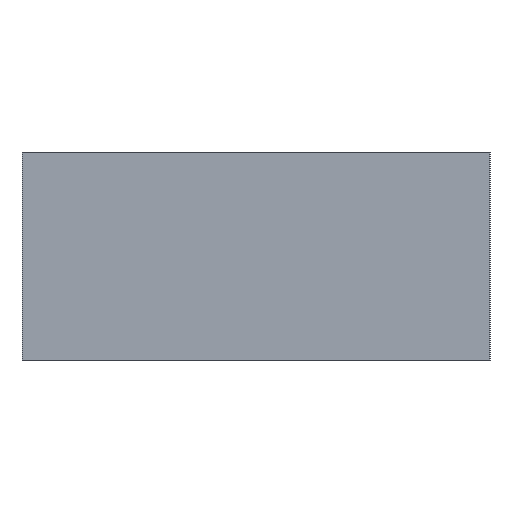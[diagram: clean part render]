
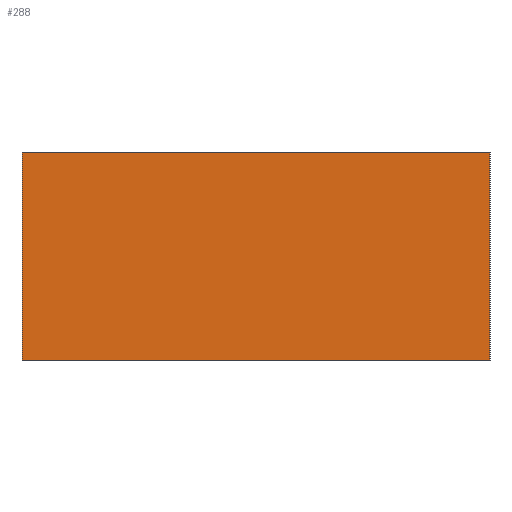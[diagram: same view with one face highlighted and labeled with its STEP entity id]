
A CAD part, left-side view. The second image highlights one B-rep face of the part: STEP entity #288.
In plain terms, the highlighted planar face has unit normal (-1, 0, 0).
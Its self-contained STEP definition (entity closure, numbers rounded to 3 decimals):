
#262 = VERTEX_POINT('',#263);
#263 = CARTESIAN_POINT('',(-27.,9.,7.6));
#269 = EDGE_CURVE('',#262,#270,#272,.T.);
#270 = VERTEX_POINT('',#271);
#271 = CARTESIAN_POINT('',(-27.,-9.,7.6));
#272 = LINE('',#273,#274);
#273 = CARTESIAN_POINT('',(-27.,9.,7.6));
#274 = VECTOR('',#275,1.);
#275 = DIRECTION('',(0.,-1.,0.));
#288 = ADVANCED_FACE('',(#289),#314,.T.);
#289 = FACE_BOUND('',#290,.T.);
#290 = EDGE_LOOP('',(#291,#301,#307,#308));
#291 = ORIENTED_EDGE('',*,*,#292,.F.);
#292 = EDGE_CURVE('',#293,#295,#297,.T.);
#293 = VERTEX_POINT('',#294);
#294 = CARTESIAN_POINT('',(-27.,-9.,-0.4));
#295 = VERTEX_POINT('',#296);
#296 = CARTESIAN_POINT('',(-27.,9.,-0.4));
#297 = LINE('',#298,#299);
#298 = CARTESIAN_POINT('',(-27.,-2.25,-0.4));
#299 = VECTOR('',#300,1.);
#300 = DIRECTION('',(0.,1.,0.));
#301 = ORIENTED_EDGE('',*,*,#302,.F.);
#302 = EDGE_CURVE('',#270,#293,#303,.T.);
#303 = LINE('',#304,#305);
#304 = CARTESIAN_POINT('',(-27.,-9.,7.6));
#305 = VECTOR('',#306,1.);
#306 = DIRECTION('',(0.,0.,-1.));
#307 = ORIENTED_EDGE('',*,*,#269,.F.);
#308 = ORIENTED_EDGE('',*,*,#309,.T.);
#309 = EDGE_CURVE('',#262,#295,#310,.T.);
#310 = LINE('',#311,#312);
#311 = CARTESIAN_POINT('',(-27.,9.,7.2));
#312 = VECTOR('',#313,1.);
#313 = DIRECTION('',(0.,0.,-1.));
#314 = PLANE('',#315);
#315 = AXIS2_PLACEMENT_3D('',#316,#317,#318);
#316 = CARTESIAN_POINT('',(-27.,0.,3.6));
#317 = DIRECTION('',(-1.,0.,0.));
#318 = DIRECTION('',(0.,0.,-1.));
